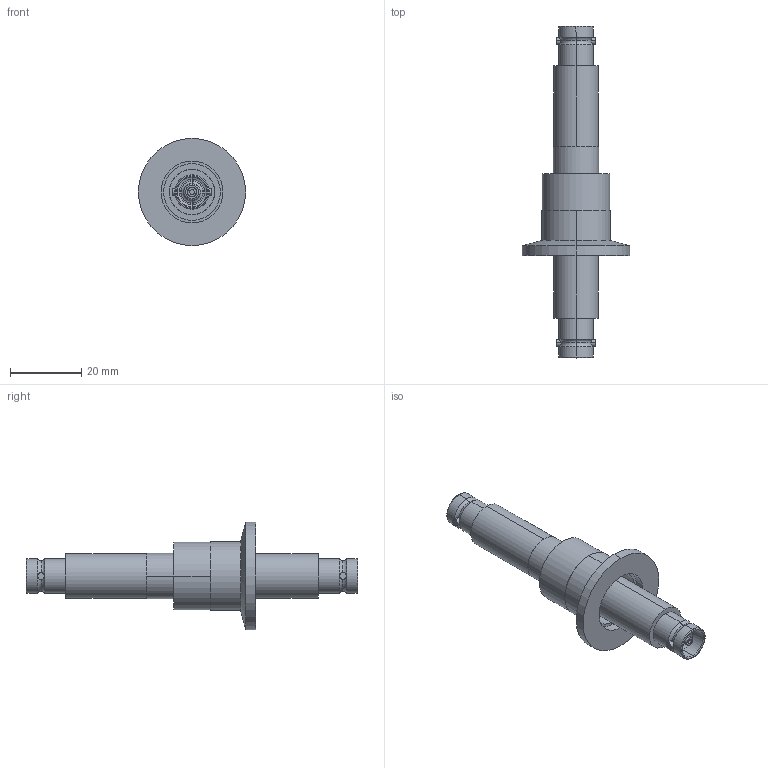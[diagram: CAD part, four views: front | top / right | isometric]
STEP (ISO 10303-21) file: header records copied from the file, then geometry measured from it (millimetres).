
FILE_DESCRIPTION (( 'STEP AP203' ), '1' );
FILE_NAME ('A0479-1-QF.STEP', '2013-08-28T11:42:13', ( '' ), ( '' ), 'SwSTEP 2.0', 'SolidWorks 2012', '' );
FILE_SCHEMA (( 'CONFIG_CONTROL_DESIGN' ));
Length unit declared in the file: inch
Products named in the file (1): A0479-1-QF
Bounding box: 29.97 x 92.9 x 29.97 mm (x, y, z)
Volume: 9822.7 mm3; surface area: 12927 mm2
Topology: 1 solids, 2 shells, 256 faces, 541 edges, 328 vertices
Faces by surface type: cylinder 131, plane 59, torus 32, cone 30, sphere 4
Entity records: 7582 total; most frequent: CARTESIAN_POINT 1744, DIRECTION 1373, ORIENTED_EDGE 1082, AXIS2_PLACEMENT_3D 591, EDGE_CURVE 541, CIRCLE 334, VERTEX_POINT 328, EDGE_LOOP 297
